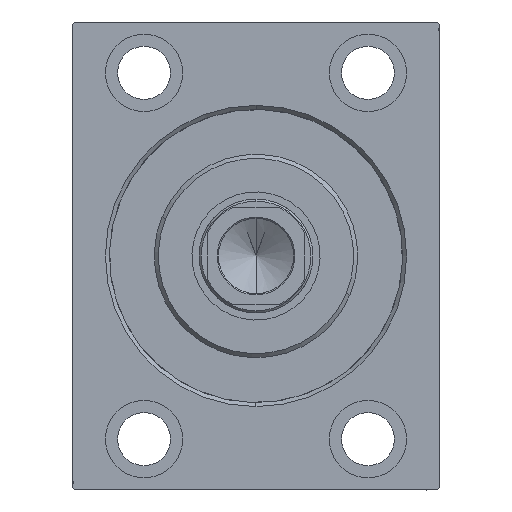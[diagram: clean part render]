
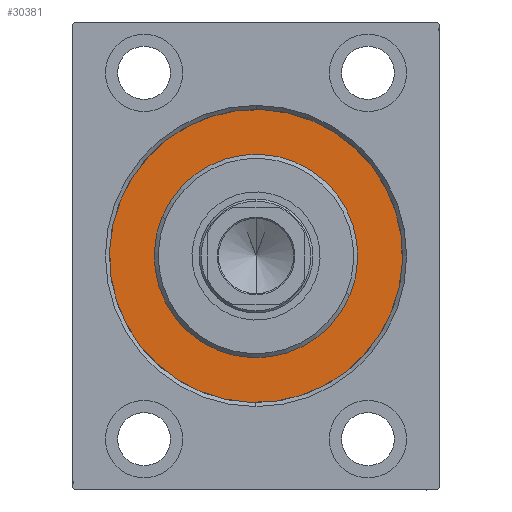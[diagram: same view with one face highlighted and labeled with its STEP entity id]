
A CAD part, left-side view. The second image highlights one B-rep face of the part: STEP entity #30381.
In plain terms, the highlighted face is planar.
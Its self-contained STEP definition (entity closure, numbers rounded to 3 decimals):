
#671 = DIRECTION ( 'NONE',  ( 0., 0., -1. ) ) ;
#815 = AXIS2_PLACEMENT_3D ( 'NONE', #21588, #35092, #4951 ) ;
#2075 = CIRCLE ( 'NONE', #30093, 25. ) ;
#3452 = ORIENTED_EDGE ( 'NONE', *, *, #35874, .F. ) ;
#3598 = DIRECTION ( 'NONE',  ( 1., 0., 0. ) ) ;
#4248 = AXIS2_PLACEMENT_3D ( 'NONE', #16963, #16739, #6196 ) ;
#4379 = DIRECTION ( 'NONE',  ( 1., 0., 0. ) ) ;
#4560 = EDGE_LOOP ( 'NONE', ( #38482, #14563 ) ) ;
#4951 = DIRECTION ( 'NONE',  ( 0., 0., 1. ) ) ;
#5258 = CARTESIAN_POINT ( 'NONE',  ( 0., 0., -25. ) ) ;
#6196 = DIRECTION ( 'NONE',  ( 0., 0., 1. ) ) ;
#6825 = CARTESIAN_POINT ( 'NONE',  ( 0., 0., 25. ) ) ;
#8386 = EDGE_CURVE ( 'NONE', #24124, #20538, #2075, .T. ) ;
#9946 = VERTEX_POINT ( 'NONE', #36410 ) ;
#10307 = CARTESIAN_POINT ( 'NONE',  ( 0., 0., 0. ) ) ;
#14282 = CIRCLE ( 'NONE', #39426, 36. ) ;
#14563 = ORIENTED_EDGE ( 'NONE', *, *, #32021, .F. ) ;
#16739 = DIRECTION ( 'NONE',  ( -1., 0., 0. ) ) ;
#16963 = CARTESIAN_POINT ( 'NONE',  ( 0., 0., 0. ) ) ;
#17085 = CARTESIAN_POINT ( 'NONE',  ( 0., 0., 0. ) ) ;
#18504 = VERTEX_POINT ( 'NONE', #33493 ) ;
#20202 = CIRCLE ( 'NONE', #815, 36. ) ;
#20538 = VERTEX_POINT ( 'NONE', #5258 ) ;
#20642 = DIRECTION ( 'NONE',  ( -1., 0., 0. ) ) ;
#21588 = CARTESIAN_POINT ( 'NONE',  ( 0., 0., 0. ) ) ;
#24124 = VERTEX_POINT ( 'NONE', #6825 ) ;
#24733 = EDGE_CURVE ( 'NONE', #18504, #9946, #14282, .T. ) ;
#25982 = ORIENTED_EDGE ( 'NONE', *, *, #24733, .F. ) ;
#29774 = FACE_BOUND ( 'NONE', #4560, .T. ) ;
#30093 = AXIS2_PLACEMENT_3D ( 'NONE', #41488, #4379, #38769 ) ;
#30381 = ADVANCED_FACE ( 'NONE', ( #29774, #36546 ), #36771, .F. ) ;
#32021 = EDGE_CURVE ( 'NONE', #20538, #24124, #39485, .T. ) ;
#33493 = CARTESIAN_POINT ( 'NONE',  ( 0., 0., 36. ) ) ;
#34461 = EDGE_LOOP ( 'NONE', ( #3452, #25982 ) ) ;
#34467 = AXIS2_PLACEMENT_3D ( 'NONE', #17085, #3598, #671 ) ;
#35092 = DIRECTION ( 'NONE',  ( -1., 0., 0. ) ) ;
#35874 = EDGE_CURVE ( 'NONE', #9946, #18504, #20202, .T. ) ;
#36410 = CARTESIAN_POINT ( 'NONE',  ( 0., 0., -36. ) ) ;
#36546 = FACE_OUTER_BOUND ( 'NONE', #34461, .T. ) ;
#36771 = PLANE ( 'NONE',  #4248 ) ;
#38482 = ORIENTED_EDGE ( 'NONE', *, *, #8386, .F. ) ;
#38769 = DIRECTION ( 'NONE',  ( 0., 0., -1. ) ) ;
#39426 = AXIS2_PLACEMENT_3D ( 'NONE', #10307, #20642, #44506 ) ;
#39485 = CIRCLE ( 'NONE', #34467, 25. ) ;
#41488 = CARTESIAN_POINT ( 'NONE',  ( 0., 0., 0. ) ) ;
#44506 = DIRECTION ( 'NONE',  ( 0., 0., 1. ) ) ;
